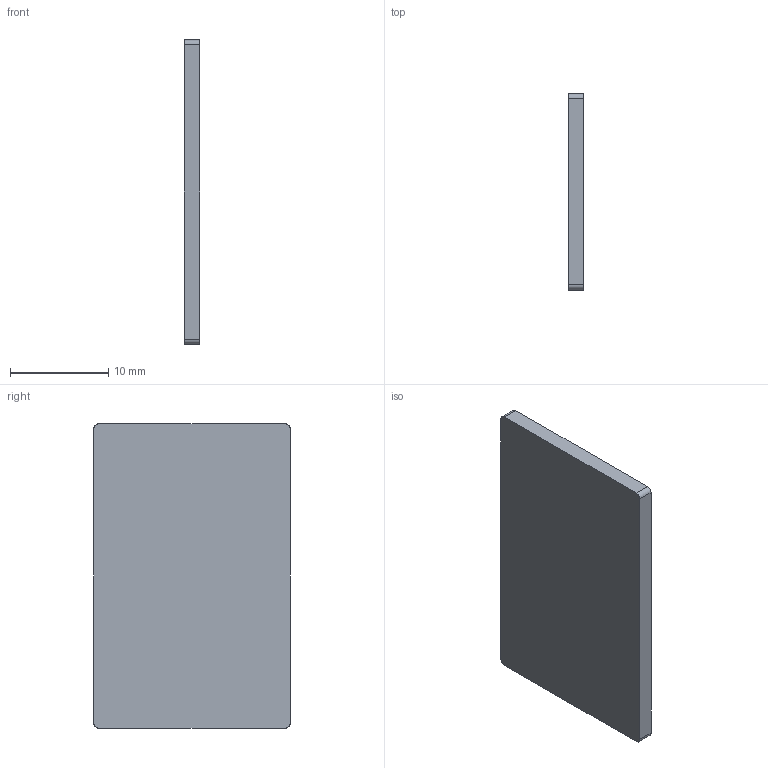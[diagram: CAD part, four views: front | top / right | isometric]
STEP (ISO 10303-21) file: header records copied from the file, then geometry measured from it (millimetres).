
FILE_DESCRIPTION (( 'STEP AP203' ), '1' );
FILE_NAME ('60300-240-13.step', '2015-09-17T15:47:24', ( '' ), ( '' ), 'SwSTEP 2.0', 'SolidWorks 2015', '' );
FILE_SCHEMA (( 'CONFIG_CONTROL_DESIGN' ));
Length unit declared in the file: millimetre
Products named in the file (1): 60300-240-13
Bounding box: 1.62 x 20 x 31 mm (x, y, z)
Volume: 1000.7 mm3; surface area: 1458.1 mm2
Topology: 1 solids, 1 shells, 262 faces, 693 edges, 462 vertices
Faces by surface type: plane 131, bspline 127, cylinder 4
Entity records: 15452 total; most frequent: CARTESIAN_POINT 9737, ORIENTED_EDGE 1386, DIRECTION 719, EDGE_CURVE 693, VERTEX_POINT 462, LINE 431, VECTOR 431, EDGE_LOOP 291
